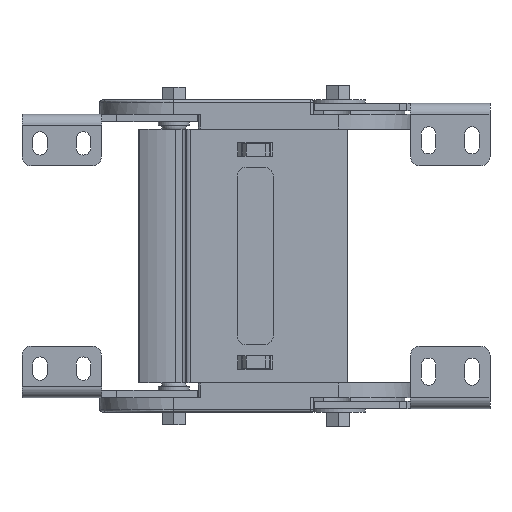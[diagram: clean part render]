
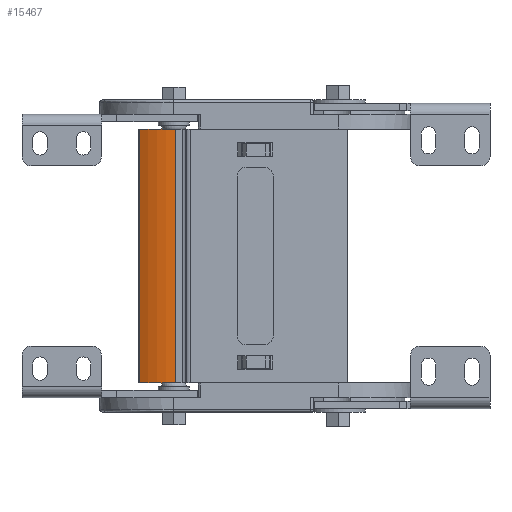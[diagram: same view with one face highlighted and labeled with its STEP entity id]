
A CAD part, front view. The second image highlights one B-rep face of the part: STEP entity #15467.
In plain terms, the highlighted cylindrical face has radius 38.515 mm (diameter 77.03 mm), a partial arc.
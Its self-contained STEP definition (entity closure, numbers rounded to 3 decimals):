
#112 = EDGE_LOOP ( 'NONE', ( #40321, #723, #46254, #27638 ) ) ;
#723 = ORIENTED_EDGE ( 'NONE', *, *, #12267, .F. ) ;
#3080 = VERTEX_POINT ( 'NONE', #38368 ) ;
#3577 = LINE ( 'NONE', #42075, #33373 ) ;
#5869 = CARTESIAN_POINT ( 'NONE',  ( -43.755, 0.097, -173.489 ) ) ;
#6492 = AXIS2_PLACEMENT_3D ( 'NONE', #13866, #33250, #44417 ) ;
#9358 = DIRECTION ( 'NONE',  ( 0., 0., 1. ) ) ;
#12267 = EDGE_CURVE ( 'NONE', #3080, #22327, #25681, .T. ) ;
#13866 = CARTESIAN_POINT ( 'NONE',  ( -43.755, 0.097, -35.055 ) ) ;
#15314 = CARTESIAN_POINT ( 'NONE',  ( -62.307, -33.655, -35.055 ) ) ;
#15467 = ADVANCED_FACE ( 'NONE', ( #40287 ), #27766, .T. ) ;
#15733 = EDGE_CURVE ( 'NONE', #3080, #37682, #34994, .T. ) ;
#18101 = EDGE_CURVE ( 'NONE', #37682, #39843, #29650, .T. ) ;
#22327 = VERTEX_POINT ( 'NONE', #49222 ) ;
#22992 = DIRECTION ( 'NONE',  ( -1., 0., 0. ) ) ;
#25681 = CIRCLE ( 'NONE', #26166, 38.515 ) ;
#26166 = AXIS2_PLACEMENT_3D ( 'NONE', #45837, #30494, #22992 ) ;
#27214 = DIRECTION ( 'NONE',  ( 0., 0., 1. ) ) ;
#27638 = ORIENTED_EDGE ( 'NONE', *, *, #18101, .T. ) ;
#27766 = CYLINDRICAL_SURFACE ( 'NONE', #44095, 38.515 ) ;
#29650 = CIRCLE ( 'NONE', #6492, 38.515 ) ;
#30494 = DIRECTION ( 'NONE',  ( 0., 0., -1. ) ) ;
#31614 = CARTESIAN_POINT ( 'NONE',  ( -42.292, -38.39, -35.055 ) ) ;
#33250 = DIRECTION ( 'NONE',  ( 0., 0., -1. ) ) ;
#33319 = EDGE_CURVE ( 'NONE', #22327, #39843, #3577, .T. ) ;
#33373 = VECTOR ( 'NONE', #27214, 1000. ) ;
#34994 = LINE ( 'NONE', #48475, #43327 ) ;
#37682 = VERTEX_POINT ( 'NONE', #31614 ) ;
#38368 = CARTESIAN_POINT ( 'NONE',  ( -42.292, -38.39, -175.535 ) ) ;
#39843 = VERTEX_POINT ( 'NONE', #15314 ) ;
#39904 = DIRECTION ( 'NONE',  ( 1., 0., 0. ) ) ;
#40287 = FACE_OUTER_BOUND ( 'NONE', #112, .T. ) ;
#40321 = ORIENTED_EDGE ( 'NONE', *, *, #33319, .F. ) ;
#42075 = CARTESIAN_POINT ( 'NONE',  ( -62.307, -33.655, -173.489 ) ) ;
#43327 = VECTOR ( 'NONE', #9358, 1000. ) ;
#43336 = DIRECTION ( 'NONE',  ( 0., 0., 1. ) ) ;
#44095 = AXIS2_PLACEMENT_3D ( 'NONE', #5869, #43336, #39904 ) ;
#44417 = DIRECTION ( 'NONE',  ( -1., 0., 0. ) ) ;
#45837 = CARTESIAN_POINT ( 'NONE',  ( -43.755, 0.097, -175.535 ) ) ;
#46254 = ORIENTED_EDGE ( 'NONE', *, *, #15733, .T. ) ;
#48475 = CARTESIAN_POINT ( 'NONE',  ( -42.292, -38.39, -173.489 ) ) ;
#49222 = CARTESIAN_POINT ( 'NONE',  ( -62.307, -33.655, -175.535 ) ) ;
